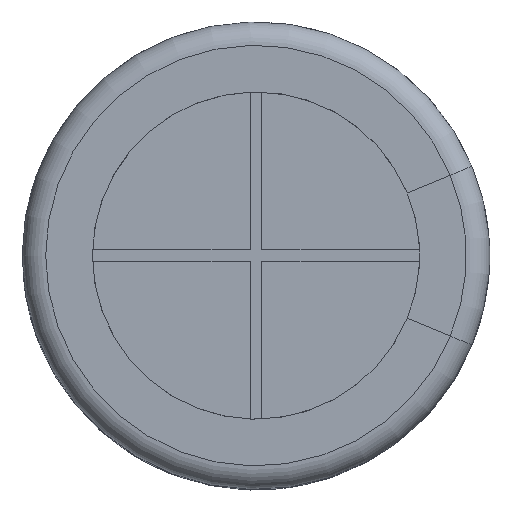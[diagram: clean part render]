
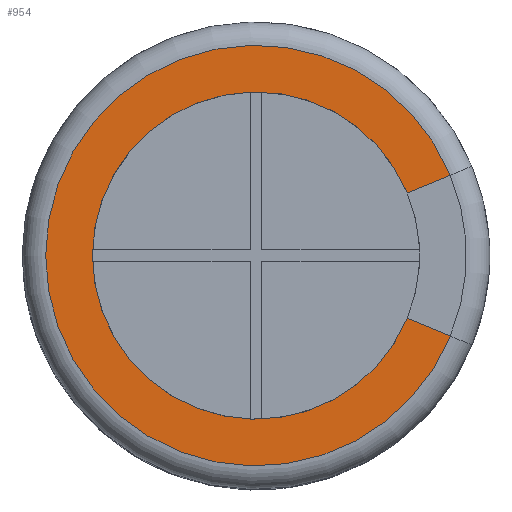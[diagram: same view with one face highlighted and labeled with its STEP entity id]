
A CAD part, top view. The second image highlights one B-rep face of the part: STEP entity #954.
In plain terms, the highlighted planar face has unit normal (0, 0, 1).
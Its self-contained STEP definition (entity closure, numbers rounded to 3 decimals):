
#47=DIRECTION('',(0.,0.,-1.));
#108=DIRECTION('',(0.,-0.,-1.));
#109=DIRECTION('',(0.924,-0.383,0.));
#913=VERTEX_POINT('',#914);
#914=CARTESIAN_POINT('',(2.413,0.689,4.));
#919=EDGE_CURVE('',#920,#913,#922,.T.);
#920=VERTEX_POINT('',#921);
#921=CARTESIAN_POINT('',(2.413,-0.689,4.));
#922=CIRCLE('',#923,1.8);
#923=AXIS2_PLACEMENT_3D('',#924,#108,#109);
#924=CARTESIAN_POINT('',(0.75,0.,4.));
#954=ADVANCED_FACE('',(#955),#975,.F.);
#955=FACE_BOUND('',#956,.F.);
#956=EDGE_LOOP('',(#957,#958,#965,#970));
#957=ORIENTED_EDGE('',*,*,#919,.T.);
#958=ORIENTED_EDGE('',*,*,#959,.T.);
#959=EDGE_CURVE('',#913,#960,#962,.T.);
#960=VERTEX_POINT('',#961);
#961=CARTESIAN_POINT('',(2.043,0.536,4.));
#962=LINE('',#914,#963);
#963=VECTOR('',#964,1.);
#964=DIRECTION('',(-0.924,-0.383,0.));
#965=ORIENTED_EDGE('',*,*,#966,.F.);
#966=EDGE_CURVE('',#967,#960,#969,.T.);
#967=VERTEX_POINT('',#968);
#968=CARTESIAN_POINT('',(2.043,-0.536,4.));
#969=CIRCLE('',#923,1.4);
#970=ORIENTED_EDGE('',*,*,#971,.F.);
#971=EDGE_CURVE('',#920,#967,#972,.T.);
#972=LINE('',#921,#973);
#973=VECTOR('',#974,1.);
#974=DIRECTION('',(-0.924,0.383,0.));
#975=PLANE('',#976);
#976=AXIS2_PLACEMENT_3D('',#924,#47,#109);
